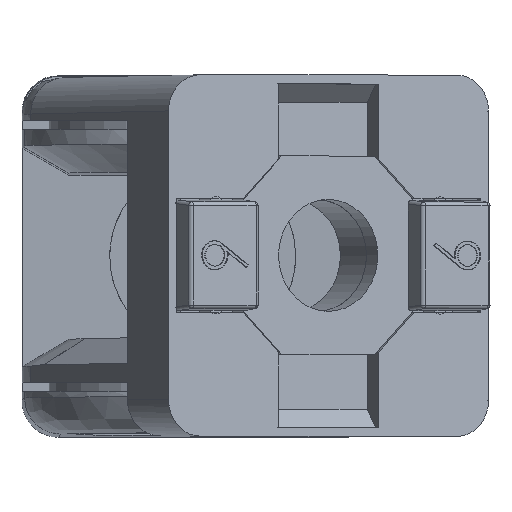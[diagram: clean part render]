
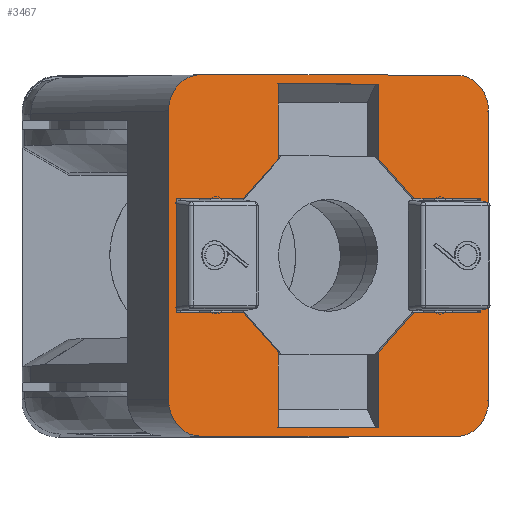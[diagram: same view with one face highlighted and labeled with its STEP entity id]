
A CAD part, top view. The second image highlights one B-rep face of the part: STEP entity #3467.
In plain terms, the highlighted face is planar.
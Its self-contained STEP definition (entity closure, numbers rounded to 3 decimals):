
#116=FACE_BOUND('',#659,.T.);
#310=ELLIPSE('',#3798,2.,2.);
#312=ELLIPSE('',#3803,2.,2.);
#315=ELLIPSE('',#3807,2.,2.);
#316=ELLIPSE('',#3809,2.,2.);
#448=FACE_OUTER_BOUND('',#658,.T.);
#658=EDGE_LOOP('',(#2599,#2600,#2601,#2602,#2603,#2604,#2605,#2606));
#659=EDGE_LOOP('',(#2607,#2608,#2609,#2610,#2611,#2612,#2613,#2614,#2615,
#2616,#2617,#2618,#2619,#2620,#2621,#2622));
#813=LINE('',#5286,#1114);
#817=LINE('',#5293,#1118);
#823=LINE('',#5307,#1124);
#827=LINE('',#5314,#1128);
#833=LINE('',#5328,#1134);
#837=LINE('',#5335,#1138);
#843=LINE('',#5349,#1144);
#847=LINE('',#5356,#1148);
#852=LINE('',#5371,#1153);
#861=LINE('',#5557,#1162);
#874=LINE('',#5631,#1175);
#875=LINE('',#5633,#1176);
#892=LINE('',#5928,#1193);
#896=LINE('',#5934,#1197);
#897=LINE('',#5937,#1198);
#901=LINE('',#5943,#1202);
#902=LINE('',#5946,#1203);
#906=LINE('',#5952,#1207);
#907=LINE('',#5955,#1208);
#911=LINE('',#5961,#1212);
#1114=VECTOR('',#4191,10.);
#1118=VECTOR('',#4197,10.);
#1124=VECTOR('',#4207,10.);
#1128=VECTOR('',#4213,10.);
#1134=VECTOR('',#4223,10.);
#1138=VECTOR('',#4229,10.);
#1144=VECTOR('',#4239,10.);
#1148=VECTOR('',#4245,10.);
#1153=VECTOR('',#4258,10.);
#1162=VECTOR('',#4289,10.);
#1175=VECTOR('',#4308,10.);
#1176=VECTOR('',#4311,10.);
#1193=VECTOR('',#4446,10.);
#1197=VECTOR('',#4452,10.);
#1198=VECTOR('',#4455,10.);
#1202=VECTOR('',#4461,10.);
#1203=VECTOR('',#4464,10.);
#1207=VECTOR('',#4470,10.);
#1208=VECTOR('',#4473,10.);
#1212=VECTOR('',#4479,10.);
#1414=VERTEX_POINT('',#5283);
#1415=VERTEX_POINT('',#5285);
#1417=VERTEX_POINT('',#5291);
#1422=VERTEX_POINT('',#5304);
#1423=VERTEX_POINT('',#5306);
#1425=VERTEX_POINT('',#5312);
#1430=VERTEX_POINT('',#5325);
#1431=VERTEX_POINT('',#5327);
#1433=VERTEX_POINT('',#5333);
#1438=VERTEX_POINT('',#5346);
#1439=VERTEX_POINT('',#5348);
#1441=VERTEX_POINT('',#5354);
#1444=VERTEX_POINT('',#5361);
#1445=VERTEX_POINT('',#5363);
#1447=VERTEX_POINT('',#5369);
#1451=VERTEX_POINT('',#5381);
#1457=VERTEX_POINT('',#5536);
#1458=VERTEX_POINT('',#5538);
#1459=VERTEX_POINT('',#5546);
#1460=VERTEX_POINT('',#5548);
#1520=VERTEX_POINT('',#5927);
#1522=VERTEX_POINT('',#5936);
#1524=VERTEX_POINT('',#5945);
#1526=VERTEX_POINT('',#5954);
#1747=EDGE_CURVE('',#1415,#1414,#813,.T.);
#1751=EDGE_CURVE('',#1414,#1417,#817,.T.);
#1757=EDGE_CURVE('',#1423,#1422,#823,.T.);
#1761=EDGE_CURVE('',#1422,#1425,#827,.T.);
#1767=EDGE_CURVE('',#1431,#1430,#833,.T.);
#1771=EDGE_CURVE('',#1430,#1433,#837,.T.);
#1777=EDGE_CURVE('',#1439,#1438,#843,.T.);
#1781=EDGE_CURVE('',#1438,#1441,#847,.T.);
#1784=EDGE_CURVE('',#1444,#1445,#310,.T.);
#1788=EDGE_CURVE('',#1447,#1444,#852,.T.);
#1794=EDGE_CURVE('',#1451,#1447,#312,.T.);
#1800=EDGE_CURVE('',#1457,#1458,#315,.T.);
#1804=EDGE_CURVE('',#1459,#1460,#316,.T.);
#1807=EDGE_CURVE('',#1445,#1457,#861,.T.);
#1825=EDGE_CURVE('',#1460,#1451,#874,.T.);
#1826=EDGE_CURVE('',#1458,#1459,#875,.T.);
#1893=EDGE_CURVE('',#1520,#1431,#892,.T.);
#1897=EDGE_CURVE('',#1441,#1520,#896,.T.);
#1898=EDGE_CURVE('',#1522,#1439,#897,.T.);
#1902=EDGE_CURVE('',#1417,#1522,#901,.T.);
#1903=EDGE_CURVE('',#1524,#1415,#902,.T.);
#1907=EDGE_CURVE('',#1425,#1524,#906,.T.);
#1908=EDGE_CURVE('',#1526,#1423,#907,.T.);
#1912=EDGE_CURVE('',#1433,#1526,#911,.T.);
#2599=ORIENTED_EDGE('',*,*,#1784,.F.);
#2600=ORIENTED_EDGE('',*,*,#1788,.F.);
#2601=ORIENTED_EDGE('',*,*,#1794,.F.);
#2602=ORIENTED_EDGE('',*,*,#1825,.F.);
#2603=ORIENTED_EDGE('',*,*,#1804,.F.);
#2604=ORIENTED_EDGE('',*,*,#1826,.F.);
#2605=ORIENTED_EDGE('',*,*,#1800,.F.);
#2606=ORIENTED_EDGE('',*,*,#1807,.F.);
#2607=ORIENTED_EDGE('',*,*,#1767,.T.);
#2608=ORIENTED_EDGE('',*,*,#1771,.T.);
#2609=ORIENTED_EDGE('',*,*,#1912,.T.);
#2610=ORIENTED_EDGE('',*,*,#1908,.T.);
#2611=ORIENTED_EDGE('',*,*,#1757,.T.);
#2612=ORIENTED_EDGE('',*,*,#1761,.T.);
#2613=ORIENTED_EDGE('',*,*,#1907,.T.);
#2614=ORIENTED_EDGE('',*,*,#1903,.T.);
#2615=ORIENTED_EDGE('',*,*,#1747,.T.);
#2616=ORIENTED_EDGE('',*,*,#1751,.T.);
#2617=ORIENTED_EDGE('',*,*,#1902,.T.);
#2618=ORIENTED_EDGE('',*,*,#1898,.T.);
#2619=ORIENTED_EDGE('',*,*,#1777,.T.);
#2620=ORIENTED_EDGE('',*,*,#1781,.T.);
#2621=ORIENTED_EDGE('',*,*,#1897,.T.);
#2622=ORIENTED_EDGE('',*,*,#1893,.T.);
#3319=PLANE('',#3897);
#3467=ADVANCED_FACE('',(#448,#116),#3319,.F.);
#3798=AXIS2_PLACEMENT_3D('',#5364,#4251,#4252);
#3803=AXIS2_PLACEMENT_3D('',#5383,#4269,#4270);
#3807=AXIS2_PLACEMENT_3D('',#5539,#4278,#4279);
#3809=AXIS2_PLACEMENT_3D('',#5549,#4284,#4285);
#3897=AXIS2_PLACEMENT_3D('',#5991,#4518,#4519);
#4191=DIRECTION('',(1.,0.,0.));
#4197=DIRECTION('',(0.,0.,-1.));
#4207=DIRECTION('',(0.,0.,1.));
#4213=DIRECTION('',(1.,0.,0.));
#4223=DIRECTION('',(-1.,0.,0.));
#4229=DIRECTION('',(0.,0.,1.));
#4239=DIRECTION('',(0.,0.,-1.));
#4245=DIRECTION('',(-1.,0.,0.));
#4251=DIRECTION('center_axis',(0.,1.,0.));
#4252=DIRECTION('ref_axis',(0.707,0.,-0.707));
#4258=DIRECTION('',(0.,0.,-1.));
#4269=DIRECTION('center_axis',(0.,1.,0.));
#4270=DIRECTION('ref_axis',(0.707,0.,0.707));
#4278=DIRECTION('center_axis',(0.,1.,0.));
#4279=DIRECTION('ref_axis',(-0.707,0.,-0.707));
#4284=DIRECTION('center_axis',(0.,1.,0.));
#4285=DIRECTION('ref_axis',(-0.707,0.,0.707));
#4289=DIRECTION('',(-1.,0.,0.));
#4308=DIRECTION('',(1.,0.,0.));
#4311=DIRECTION('',(0.,0.,1.));
#4446=DIRECTION('',(-0.707,0.,0.707));
#4452=DIRECTION('',(0.,0.,1.));
#4455=DIRECTION('',(-0.707,0.,-0.707));
#4461=DIRECTION('',(-1.,0.,0.));
#4464=DIRECTION('',(0.707,0.,-0.707));
#4470=DIRECTION('',(0.,0.,-1.));
#4473=DIRECTION('',(0.707,0.,0.707));
#4479=DIRECTION('',(1.,0.,0.));
#4518=DIRECTION('center_axis',(0.,1.,0.));
#4519=DIRECTION('ref_axis',(0.,0.,1.));
#5283=CARTESIAN_POINT('',(9.5,0.,3.15));
#5285=CARTESIAN_POINT('',(5.335,0.,3.15));
#5286=CARTESIAN_POINT('',(2.668,0.,3.15));
#5291=CARTESIAN_POINT('',(9.5,0.,-3.15));
#5293=CARTESIAN_POINT('',(9.5,0.,1.575));
#5304=CARTESIAN_POINT('',(-3.15,0.,9.5));
#5306=CARTESIAN_POINT('',(-3.15,0.,5.335));
#5307=CARTESIAN_POINT('',(-3.15,0.,2.668));
#5312=CARTESIAN_POINT('',(3.15,0.,9.5));
#5314=CARTESIAN_POINT('',(-1.575,0.,9.5));
#5325=CARTESIAN_POINT('',(-9.5,0.,-3.15));
#5327=CARTESIAN_POINT('',(-5.335,0.,-3.15));
#5328=CARTESIAN_POINT('',(-2.668,0.,-3.15));
#5333=CARTESIAN_POINT('',(-9.5,0.,3.15));
#5335=CARTESIAN_POINT('',(-9.5,0.,0.));
#5346=CARTESIAN_POINT('',(3.15,0.,-9.5));
#5348=CARTESIAN_POINT('',(3.15,0.,-5.335));
#5349=CARTESIAN_POINT('',(3.15,0.,-2.668));
#5354=CARTESIAN_POINT('',(-3.15,0.,-9.5));
#5356=CARTESIAN_POINT('',(1.575,0.,-9.5));
#5361=CARTESIAN_POINT('',(10.,0.,-8.));
#5363=CARTESIAN_POINT('',(8.,0.,-10.));
#5364=CARTESIAN_POINT('Origin',(8.,0.,-8.));
#5369=CARTESIAN_POINT('',(10.,0.,8.));
#5371=CARTESIAN_POINT('',(10.,0.,10.));
#5381=CARTESIAN_POINT('',(8.,0.,10.));
#5383=CARTESIAN_POINT('Origin',(8.,0.,8.));
#5536=CARTESIAN_POINT('',(-8.,0.,-10.));
#5538=CARTESIAN_POINT('',(-10.,0.,-8.));
#5539=CARTESIAN_POINT('Origin',(-8.,0.,-8.));
#5546=CARTESIAN_POINT('',(-10.,0.,8.));
#5548=CARTESIAN_POINT('',(-8.,0.,10.));
#5549=CARTESIAN_POINT('Origin',(-8.,0.,8.));
#5557=CARTESIAN_POINT('',(10.,0.,-10.));
#5631=CARTESIAN_POINT('',(-10.,0.,10.));
#5633=CARTESIAN_POINT('',(-10.,0.,-10.));
#5927=CARTESIAN_POINT('',(-3.15,0.,-5.335));
#5928=CARTESIAN_POINT('',(-3.696,0.,-4.789));
#5934=CARTESIAN_POINT('',(-3.15,0.,-4.75));
#5936=CARTESIAN_POINT('',(5.335,0.,-3.15));
#5937=CARTESIAN_POINT('',(4.789,0.,-3.696));
#5943=CARTESIAN_POINT('',(4.75,0.,-3.15));
#5945=CARTESIAN_POINT('',(3.15,0.,5.335));
#5946=CARTESIAN_POINT('',(3.696,0.,4.789));
#5952=CARTESIAN_POINT('',(3.15,0.,4.75));
#5954=CARTESIAN_POINT('',(-5.335,0.,3.15));
#5955=CARTESIAN_POINT('',(-4.789,0.,3.696));
#5961=CARTESIAN_POINT('',(-4.75,0.,3.15));
#5991=CARTESIAN_POINT('Origin',(0.,0.,0.));
